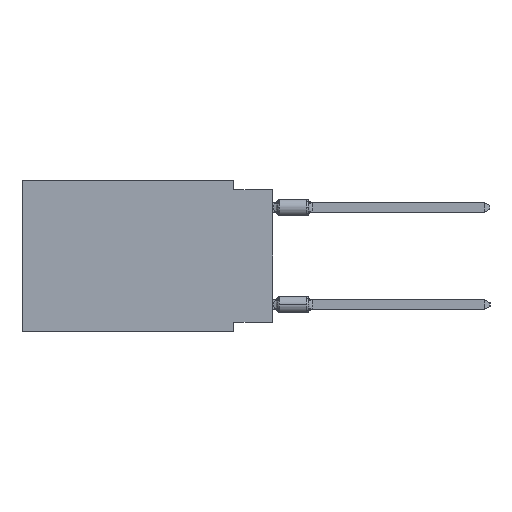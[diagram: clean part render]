
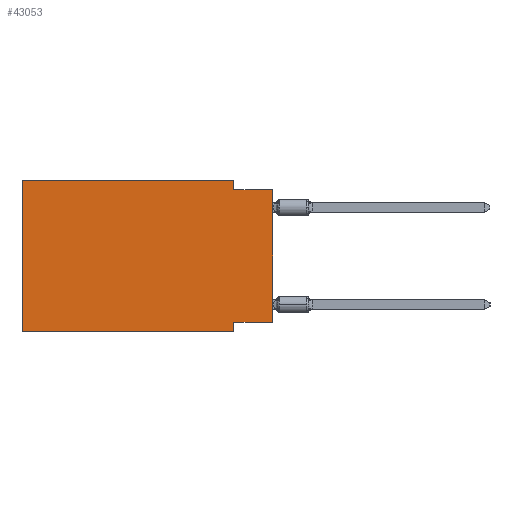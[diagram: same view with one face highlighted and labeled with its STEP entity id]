
A CAD part, left-side view. The second image highlights one B-rep face of the part: STEP entity #43053.
In plain terms, the highlighted planar face has unit normal (-1, 0, 0).
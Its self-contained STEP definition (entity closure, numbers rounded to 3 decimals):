
#144 = LINE ( 'NONE', #16249, #34091 ) ;
#1720 = VERTEX_POINT ( 'NONE', #44417 ) ;
#1923 = CARTESIAN_POINT ( 'NONE',  ( 0., 2.54, -0.635 ) ) ;
#2626 = EDGE_CURVE ( 'NONE', #48493, #1720, #37899, .T. ) ;
#4279 = CARTESIAN_POINT ( 'NONE',  ( 0., 0., -9.271 ) ) ;
#6036 = CARTESIAN_POINT ( 'NONE',  ( 0., 2.54, -9.906 ) ) ;
#6403 = ORIENTED_EDGE ( 'NONE', *, *, #45033, .T. ) ;
#6783 = EDGE_CURVE ( 'NONE', #48493, #38182, #9595, .T. ) ;
#7060 = CARTESIAN_POINT ( 'NONE',  ( 0., 0., -0.635 ) ) ;
#7665 = CARTESIAN_POINT ( 'NONE',  ( 0., 16.383, -9.906 ) ) ;
#8077 = DIRECTION ( 'NONE',  ( 1., 0., 0. ) ) ;
#8355 = FACE_OUTER_BOUND ( 'NONE', #16775, .T. ) ;
#9342 = DIRECTION ( 'NONE',  ( 0., -1., 0. ) ) ;
#9595 = LINE ( 'NONE', #41840, #16199 ) ;
#10181 = DIRECTION ( 'NONE',  ( 0., 0., -1. ) ) ;
#10541 = CARTESIAN_POINT ( 'NONE',  ( 0., 2.54, 0. ) ) ;
#10712 = EDGE_CURVE ( 'NONE', #1720, #12292, #30589, .T. ) ;
#10768 = VECTOR ( 'NONE', #10181, 1000. ) ;
#11531 = DIRECTION ( 'NONE',  ( 0., 0., -1. ) ) ;
#12292 = VERTEX_POINT ( 'NONE', #36010 ) ;
#12336 = AXIS2_PLACEMENT_3D ( 'NONE', #51933, #8077, #11531 ) ;
#16199 = VECTOR ( 'NONE', #9342, 1000. ) ;
#16249 = CARTESIAN_POINT ( 'NONE',  ( 0., 0., -0.635 ) ) ;
#16261 = DIRECTION ( 'NONE',  ( 0., 0., 1. ) ) ;
#16533 = PLANE ( 'NONE',  #12336 ) ;
#16775 = EDGE_LOOP ( 'NONE', ( #6403, #16801, #26192, #39831, #20103, #17215, #29994, #44165 ) ) ;
#16801 = ORIENTED_EDGE ( 'NONE', *, *, #21782, .F. ) ;
#17215 = ORIENTED_EDGE ( 'NONE', *, *, #6783, .T. ) ;
#17963 = LINE ( 'NONE', #18760, #42817 ) ;
#18760 = CARTESIAN_POINT ( 'NONE',  ( 0., 0., -9.271 ) ) ;
#18947 = DIRECTION ( 'NONE',  ( 0., -1., 0. ) ) ;
#19221 = VECTOR ( 'NONE', #16261, 1000. ) ;
#19680 = VERTEX_POINT ( 'NONE', #38548 ) ;
#20103 = ORIENTED_EDGE ( 'NONE', *, *, #2626, .F. ) ;
#21782 = EDGE_CURVE ( 'NONE', #45649, #42879, #144, .T. ) ;
#25200 = CARTESIAN_POINT ( 'NONE',  ( 0., 16.383, 0. ) ) ;
#25897 = DIRECTION ( 'NONE',  ( 0., 1., 0. ) ) ;
#26192 = ORIENTED_EDGE ( 'NONE', *, *, #49970, .F. ) ;
#26564 = CARTESIAN_POINT ( 'NONE',  ( 0., 2.54, -9.906 ) ) ;
#28128 = VECTOR ( 'NONE', #18947, 1000. ) ;
#29994 = ORIENTED_EDGE ( 'NONE', *, *, #46563, .F. ) ;
#30589 = LINE ( 'NONE', #46958, #28128 ) ;
#30957 = VERTEX_POINT ( 'NONE', #4279 ) ;
#34091 = VECTOR ( 'NONE', #36604, 1000. ) ;
#35135 = LINE ( 'NONE', #10541, #45937 ) ;
#36010 = CARTESIAN_POINT ( 'NONE',  ( 0., 2.54, 0. ) ) ;
#36359 = CARTESIAN_POINT ( 'NONE',  ( 0., 0., 0. ) ) ;
#36589 = EDGE_CURVE ( 'NONE', #30957, #19680, #17963, .T. ) ;
#36604 = DIRECTION ( 'NONE',  ( 0., -1., 0. ) ) ;
#37899 = LINE ( 'NONE', #25200, #51331 ) ;
#38182 = VERTEX_POINT ( 'NONE', #6036 ) ;
#38548 = CARTESIAN_POINT ( 'NONE',  ( 0., 2.54, -9.271 ) ) ;
#39831 = ORIENTED_EDGE ( 'NONE', *, *, #10712, .F. ) ;
#40318 = LINE ( 'NONE', #36359, #19221 ) ;
#41332 = DIRECTION ( 'NONE',  ( 0., 0., 1. ) ) ;
#41840 = CARTESIAN_POINT ( 'NONE',  ( 0., 16.383, -9.906 ) ) ;
#42683 = LINE ( 'NONE', #26564, #10768 ) ;
#42817 = VECTOR ( 'NONE', #25897, 1000. ) ;
#42879 = VERTEX_POINT ( 'NONE', #7060 ) ;
#43053 = ADVANCED_FACE ( 'NONE', ( #8355 ), #16533, .F. ) ;
#44165 = ORIENTED_EDGE ( 'NONE', *, *, #36589, .F. ) ;
#44417 = CARTESIAN_POINT ( 'NONE',  ( 0., 16.383, 0. ) ) ;
#45033 = EDGE_CURVE ( 'NONE', #30957, #42879, #40318, .T. ) ;
#45649 = VERTEX_POINT ( 'NONE', #1923 ) ;
#45937 = VECTOR ( 'NONE', #50173, 1000. ) ;
#46563 = EDGE_CURVE ( 'NONE', #19680, #38182, #42683, .T. ) ;
#46958 = CARTESIAN_POINT ( 'NONE',  ( 0., 16.383, 0. ) ) ;
#48493 = VERTEX_POINT ( 'NONE', #7665 ) ;
#49970 = EDGE_CURVE ( 'NONE', #12292, #45649, #35135, .T. ) ;
#50173 = DIRECTION ( 'NONE',  ( 0., 0., -1. ) ) ;
#51331 = VECTOR ( 'NONE', #41332, 1000. ) ;
#51933 = CARTESIAN_POINT ( 'NONE',  ( 0., 16.383, 0. ) ) ;
